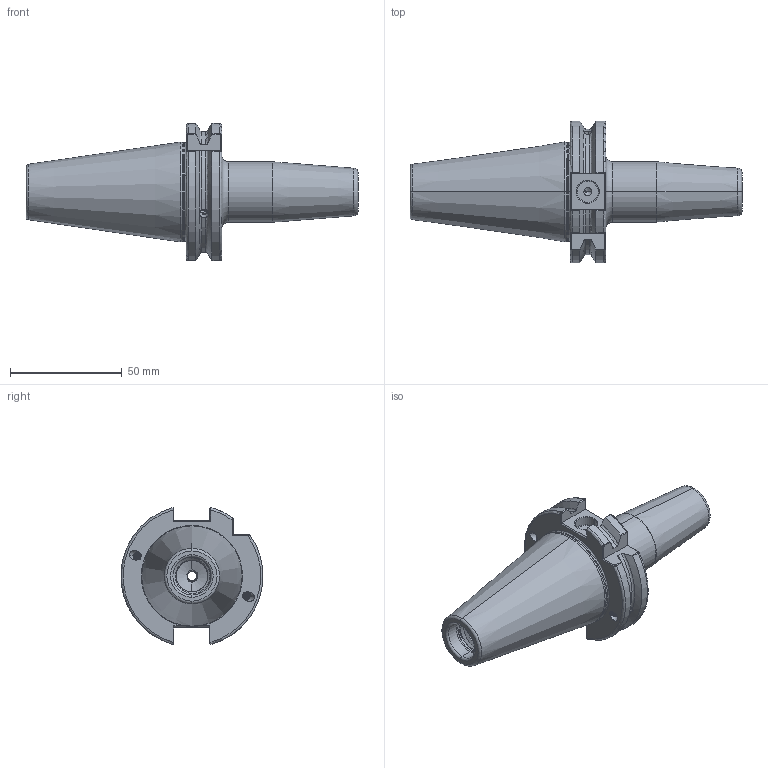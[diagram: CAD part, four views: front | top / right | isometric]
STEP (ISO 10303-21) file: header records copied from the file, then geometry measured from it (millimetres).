
FILE_DESCRIPTION (( 'STEP AP203' ), '1' );
FILE_NAME ('403.70.06.STEP', '2016-11-14T08:40:03', ( '' ), ( '' ), 'SwSTEP 2.0', 'SolidWorks 2012', '' );
FILE_SCHEMA (( 'CONFIG_CONTROL_DESIGN' ));
Length unit declared in the file: millimetre
Products named in the file (1): 403.70.06
Bounding box: 148.4 x 63.39 x 61.24 mm (x, y, z)
Volume: 126027.5 mm3; surface area: 28369.1 mm2
Topology: 1 solids, 1 shells, 306 faces, 844 edges, 529 vertices
Faces by surface type: cylinder 160, plane 44, cone 43, torus 38, bspline 21
Entity records: 19862 total; most frequent: CARTESIAN_POINT 13037, ORIENTED_EDGE 1660, DIRECTION 1164, EDGE_CURVE 830, VERTEX_POINT 529, AXIS2_PLACEMENT_3D 455, EDGE_LOOP 319, ADVANCED_FACE 306
